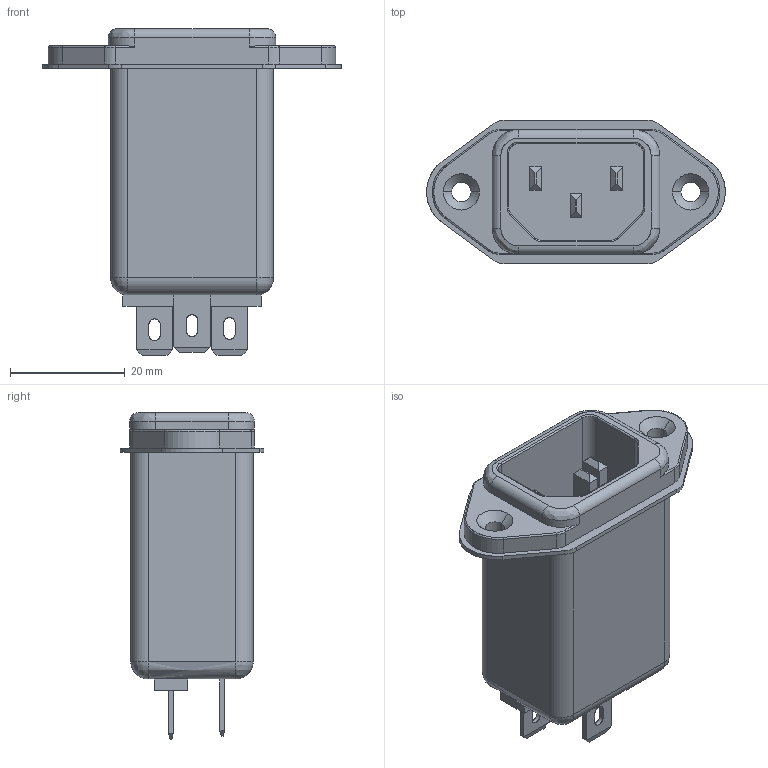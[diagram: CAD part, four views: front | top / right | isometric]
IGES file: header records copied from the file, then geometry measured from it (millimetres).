
Start section: SolidWorks IGES file using analytic representation for surfaces
Global section: file name: 06GEEG3EM.IGS; native system: SolidWorks 2008; preprocessor: SolidWorks 2008; author: nhoefs; date: 080421.110702; units: inch
Bounding box: 52.1 x 25.1 x 56.92 mm (x, y, z)
Surface area: 8630.5 mm2 (no closed solid volume)
Topology: 0 solids, 0 shells, 188 faces, 1516 edges, 1512 vertices
Faces by surface type: bspline 120, revolution 68
